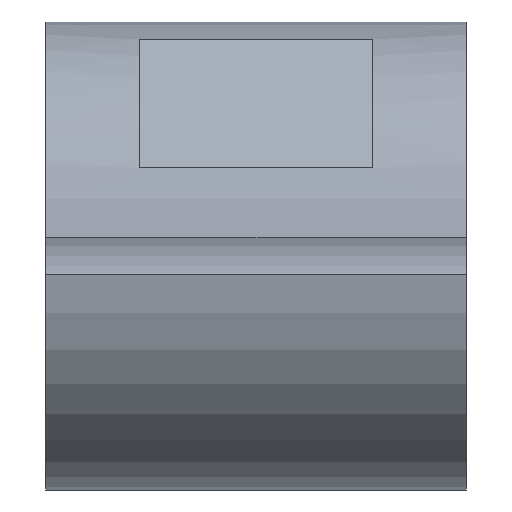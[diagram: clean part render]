
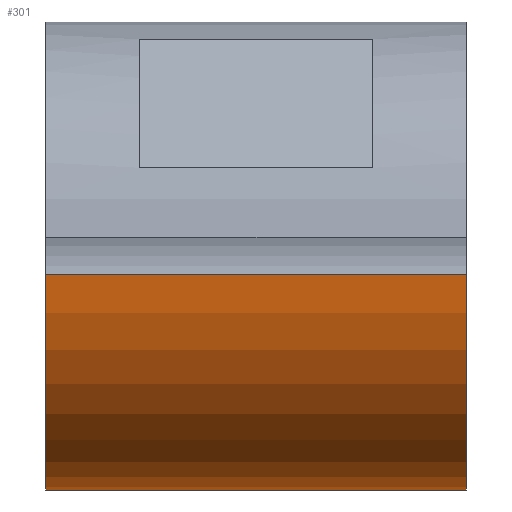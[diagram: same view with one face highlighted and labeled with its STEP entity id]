
A CAD part, left-side view. The second image highlights one B-rep face of the part: STEP entity #301.
In plain terms, the highlighted cylindrical face has radius 6.35 mm (diameter 12.7 mm), a partial arc.
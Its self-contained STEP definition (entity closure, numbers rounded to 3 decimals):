
#13 = VERTEX_POINT ( 'NONE', #249 ) ;
#25 = VECTOR ( 'NONE', #231, 1000. ) ;
#38 = CARTESIAN_POINT ( 'NONE',  ( -6.33, -5.702, -0.508 ) ) ;
#58 = LINE ( 'NONE', #813, #25 ) ;
#143 = VERTEX_POINT ( 'NONE', #509 ) ;
#152 = EDGE_LOOP ( 'NONE', ( #875, #348, #404, #818 ) ) ;
#167 = CARTESIAN_POINT ( 'NONE',  ( -6.33, 5.702, -0.508 ) ) ;
#194 = EDGE_CURVE ( 'NONE', #282, #703, #567, .T. ) ;
#217 = AXIS2_PLACEMENT_3D ( 'NONE', #860, #864, #866 ) ;
#231 = DIRECTION ( 'NONE',  ( 0., 1., 0. ) ) ;
#249 = CARTESIAN_POINT ( 'NONE',  ( -6.33, -5.702, -0.508 ) ) ;
#282 = VERTEX_POINT ( 'NONE', #666 ) ;
#286 = CIRCLE ( 'NONE', #217, 6.35 ) ;
#301 = ADVANCED_FACE ( 'NONE', ( #729 ), #755, .T. ) ;
#302 = DIRECTION ( 'NONE',  ( 0., 0., 1. ) ) ;
#348 = ORIENTED_EDGE ( 'NONE', *, *, #852, .T. ) ;
#385 = VECTOR ( 'NONE', #493, 1000. ) ;
#392 = DIRECTION ( 'NONE',  ( 0., 1., 0. ) ) ;
#398 = LINE ( 'NONE', #38, #385 ) ;
#401 = EDGE_CURVE ( 'NONE', #143, #282, #58, .T. ) ;
#404 = ORIENTED_EDGE ( 'NONE', *, *, #725, .T. ) ;
#412 = DIRECTION ( 'NONE',  ( 0., 1., 0. ) ) ;
#459 = AXIS2_PLACEMENT_3D ( 'NONE', #543, #392, #302 ) ;
#487 = AXIS2_PLACEMENT_3D ( 'NONE', #658, #412, #648 ) ;
#493 = DIRECTION ( 'NONE',  ( 0., 1., 0. ) ) ;
#509 = CARTESIAN_POINT ( 'NONE',  ( 0., -5.702, -6.35 ) ) ;
#543 = CARTESIAN_POINT ( 'NONE',  ( 0., 5.702, 0. ) ) ;
#567 = CIRCLE ( 'NONE', #459, 6.35 ) ;
#648 = DIRECTION ( 'NONE',  ( 0., 0., 1. ) ) ;
#658 = CARTESIAN_POINT ( 'NONE',  ( 0., -5.702, 0. ) ) ;
#666 = CARTESIAN_POINT ( 'NONE',  ( 0., 5.702, -6.35 ) ) ;
#703 = VERTEX_POINT ( 'NONE', #167 ) ;
#725 = EDGE_CURVE ( 'NONE', #13, #703, #398, .T. ) ;
#729 = FACE_OUTER_BOUND ( 'NONE', #152, .T. ) ;
#755 = CYLINDRICAL_SURFACE ( 'NONE', #487, 6.35 ) ;
#813 = CARTESIAN_POINT ( 'NONE',  ( 0., -5.702, -6.35 ) ) ;
#818 = ORIENTED_EDGE ( 'NONE', *, *, #194, .F. ) ;
#852 = EDGE_CURVE ( 'NONE', #143, #13, #286, .T. ) ;
#860 = CARTESIAN_POINT ( 'NONE',  ( 0., -5.702, 0. ) ) ;
#864 = DIRECTION ( 'NONE',  ( 0., 1., 0. ) ) ;
#866 = DIRECTION ( 'NONE',  ( 0., 0., 1. ) ) ;
#875 = ORIENTED_EDGE ( 'NONE', *, *, #401, .F. ) ;
